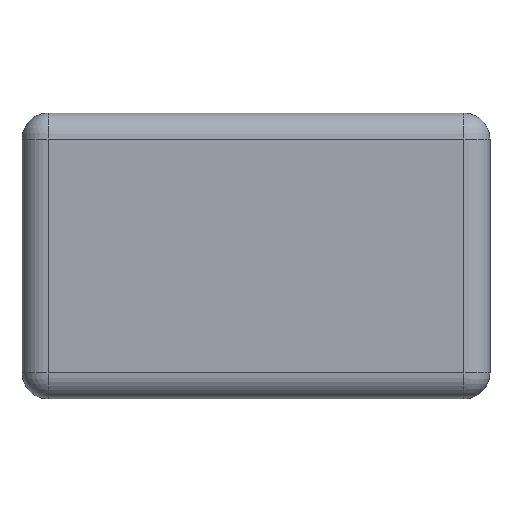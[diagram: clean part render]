
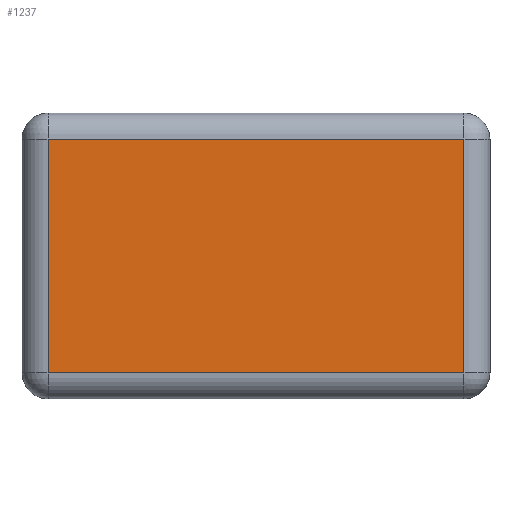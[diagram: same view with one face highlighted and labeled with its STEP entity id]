
A CAD part, left-side view. The second image highlights one B-rep face of the part: STEP entity #1237.
In plain terms, the highlighted planar face has unit normal (-1, 0, 0).
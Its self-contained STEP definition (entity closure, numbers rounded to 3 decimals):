
#834=CARTESIAN_POINT('',(-1.7,-0.8,1.0));
#835=VERTEX_POINT('',#834);
#867=CARTESIAN_POINT('',(-1.7,0.8,1.0));
#868=VERTEX_POINT('',#867);
#903=CARTESIAN_POINT('',(-1.7,0.8,1.0));
#904=DIRECTION('',(0.0,-1.0,0.0));
#905=VECTOR('',#904,1.6);
#906=LINE('',#903,#905);
#907=EDGE_CURVE('',#868,#835,#906,.T.);
#1171=CARTESIAN_POINT('',(-1.7,0.8,0.1));
#1172=VERTEX_POINT('',#1171);
#1196=CARTESIAN_POINT('',(-1.7,-0.8,0.1));
#1197=VERTEX_POINT('',#1196);
#1207=CARTESIAN_POINT('',(-1.7,-0.8,1.0));
#1208=DIRECTION('',(0.0,0.0,-1.0));
#1209=VECTOR('',#1208,0.9);
#1210=LINE('',#1207,#1209);
#1211=EDGE_CURVE('',#835,#1197,#1210,.T.);
#1216=CARTESIAN_POINT('',(-1.7,-0.9,0.0));
#1217=DIRECTION('',(-1.0,0.0,0.0));
#1218=DIRECTION('',(0.0,0.0,1.0));
#1219=AXIS2_PLACEMENT_3D('',#1216,#1217,#1218);
#1220=PLANE('',#1219);
#1221=CARTESIAN_POINT('',(-1.7,0.8,0.1));
#1222=DIRECTION('',(0.0,0.0,1.0));
#1223=VECTOR('',#1222,0.9);
#1224=LINE('',#1221,#1223);
#1225=EDGE_CURVE('',#1172,#868,#1224,.T.);
#1226=ORIENTED_EDGE('',*,*,#1225,.F.);
#1227=CARTESIAN_POINT('',(-1.7,-0.8,0.1));
#1228=DIRECTION('',(0.0,1.0,0.0));
#1229=VECTOR('',#1228,1.6);
#1230=LINE('',#1227,#1229);
#1231=EDGE_CURVE('',#1197,#1172,#1230,.T.);
#1232=ORIENTED_EDGE('',*,*,#1231,.F.);
#1233=ORIENTED_EDGE('',*,*,#1211,.F.);
#1234=ORIENTED_EDGE('',*,*,#907,.F.);
#1235=EDGE_LOOP('',(#1226,#1232,#1233,#1234));
#1236=FACE_OUTER_BOUND('',#1235,.T.);
#1237=ADVANCED_FACE('',(#1236),#1220,.T.);
